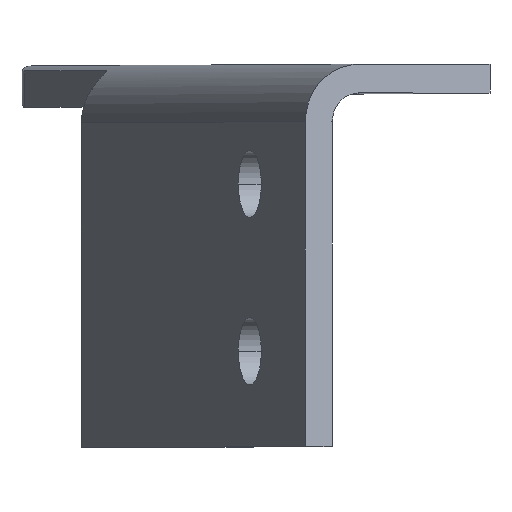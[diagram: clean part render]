
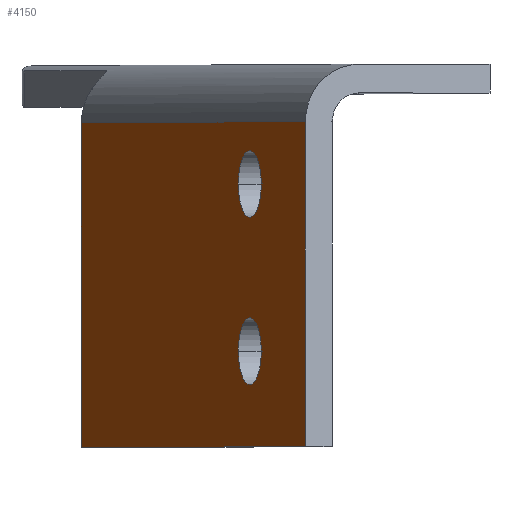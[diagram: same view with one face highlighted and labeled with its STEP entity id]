
A CAD part, top view. The second image highlights one B-rep face of the part: STEP entity #4150.
In plain terms, the highlighted face is planar.
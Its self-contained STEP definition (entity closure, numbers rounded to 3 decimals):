
#1910=CARTESIAN_POINT('',(-7.,200.,74.));
#1920=VERTEX_POINT('',#1910);
#1950=CARTESIAN_POINT('',(-7.,200.,74.));
#1960=DIRECTION('',(0.,0.,-1.));
#1970=VECTOR('',#1960,1.);
#1980=LINE('',#1950,#1970);
#1990=CARTESIAN_POINT('',(-7.,200.,6.));
#2000=VERTEX_POINT('',#1990);
#2010=EDGE_CURVE('',#1920,#2000,#1980,.T.);
#3200=CARTESIAN_POINT('',(-7.,63.,6.));
#3210=DIRECTION('',(0.,1.,0.));
#3220=VECTOR('',#3210,1.);
#3230=LINE('',#3200,#3220);
#3240=CARTESIAN_POINT('',(-7.,63.,6.));
#3250=VERTEX_POINT('',#3240);
#3260=EDGE_CURVE('',#3250,#2000,#3230,.T.);
#3490=CARTESIAN_POINT('',(-7.,63.,74.));
#3500=VERTEX_POINT('',#3490);
#3600=CARTESIAN_POINT('',(-7.,63.,74.));
#3610=DIRECTION('',(0.,0.,-1.));
#3620=VECTOR('',#3610,1.);
#3630=LINE('',#3600,#3620);
#3640=EDGE_CURVE('',#3500,#3250,#3630,.T.);
#3690=CARTESIAN_POINT('',(-7.,200.,0.));
#3700=DIRECTION('',(-1.,0.,0.));
#3710=DIRECTION('',(0.,-1.,0.));
#3720=AXIS2_PLACEMENT_3D('',#3690,#3700,#3710);
#3730=PLANE('',#3720);
#3740=ORIENTED_EDGE('',*,*,#3260,.F.);
#3750=ORIENTED_EDGE('',*,*,#2010,.T.);
#3760=CARTESIAN_POINT('',(-7.,63.,74.));
#3770=DIRECTION('',(0.,1.,0.));
#3780=VECTOR('',#3770,1.);
#3790=LINE('',#3760,#3780);
#3800=EDGE_CURVE('',#3500,#1920,#3790,.T.);
#3810=ORIENTED_EDGE('',*,*,#3800,.T.);
#3820=ORIENTED_EDGE('',*,*,#3640,.F.);
#3830=EDGE_LOOP('',(#3820,#3810,#3750,#3740));
#3840=FACE_OUTER_BOUND('',#3830,.T.);
#3850=CARTESIAN_POINT('',(-7.,166.,19.));
#3860=DIRECTION('',(1.,0.,0.));
#3870=DIRECTION('',(0.,1.,0.));
#3880=AXIS2_PLACEMENT_3D('',#3850,#3860,#3870);
#3890=CIRCLE('',#3880,7.);
#3900=CARTESIAN_POINT('',(-7.,173.,19.));
#3910=VERTEX_POINT('',#3900);
#3920=CARTESIAN_POINT('',(-7.,159.,19.));
#3930=VERTEX_POINT('',#3920);
#3940=EDGE_CURVE('',#3910,#3930,#3890,.T.);
#3950=ORIENTED_EDGE('',*,*,#3940,.T.);
#3960=EDGE_CURVE('',#3930,#3910,#3890,.T.);
#3970=ORIENTED_EDGE('',*,*,#3960,.T.);
#3980=EDGE_LOOP('',(#3970,#3950));
#3990=FACE_BOUND('',#3980,.T.);
#4000=CARTESIAN_POINT('',(-7.,166.,54.));
#4010=DIRECTION('',(1.,0.,0.));
#4020=DIRECTION('',(0.,-1.,0.));
#4030=AXIS2_PLACEMENT_3D('',#4000,#4010,#4020);
#4040=CIRCLE('',#4030,7.);
#4050=CARTESIAN_POINT('',(-7.,173.,54.));
#4060=VERTEX_POINT('',#4050);
#4070=CARTESIAN_POINT('',(-7.,159.,54.));
#4080=VERTEX_POINT('',#4070);
#4090=EDGE_CURVE('',#4060,#4080,#4040,.T.);
#4100=ORIENTED_EDGE('',*,*,#4090,.T.);
#4110=EDGE_CURVE('',#4080,#4060,#4040,.T.);
#4120=ORIENTED_EDGE('',*,*,#4110,.T.);
#4130=EDGE_LOOP('',(#4120,#4100));
#4140=FACE_BOUND('',#4130,.T.);
#4150=ADVANCED_FACE('',(#3840,#3990,#4140),#3730,.T.);
